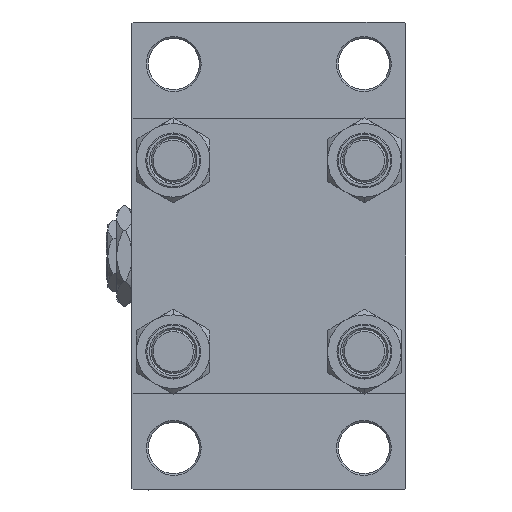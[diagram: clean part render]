
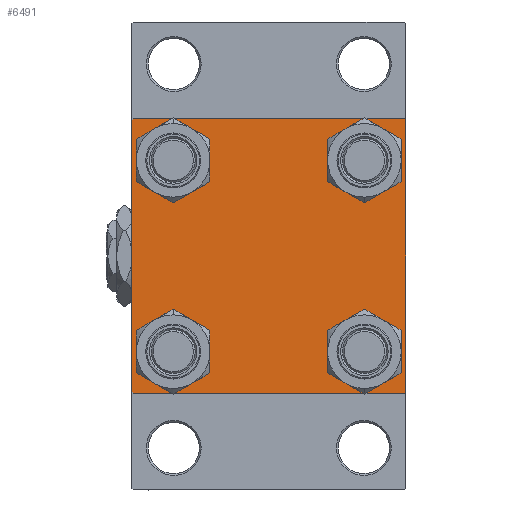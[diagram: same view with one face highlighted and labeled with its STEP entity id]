
A CAD part, left-side view. The second image highlights one B-rep face of the part: STEP entity #6491.
In plain terms, the highlighted planar face has unit normal (-1, 0, 0).
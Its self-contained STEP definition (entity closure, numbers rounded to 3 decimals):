
#28 = VERTEX_POINT ( 'NONE', #6857 ) ;
#154 = CIRCLE ( 'NONE', #10419, 6.5 ) ;
#268 = DIRECTION ( 'NONE',  ( 1., 0., 0. ) ) ;
#438 = DIRECTION ( 'NONE',  ( 0., 0.707, 0.707 ) ) ;
#1118 = EDGE_LOOP ( 'NONE', ( #4674, #33748 ) ) ;
#1593 = VECTOR ( 'NONE', #24331, 1000. ) ;
#2303 = EDGE_CURVE ( 'NONE', #9276, #2881, #24038, .T. ) ;
#2337 = VECTOR ( 'NONE', #5483, 1000. ) ;
#2525 = EDGE_CURVE ( 'NONE', #35070, #6726, #34020, .T. ) ;
#2742 = FACE_OUTER_BOUND ( 'NONE', #17358, .T. ) ;
#2881 = VERTEX_POINT ( 'NONE', #21317 ) ;
#3200 = EDGE_CURVE ( 'NONE', #6726, #47882, #27321, .T. ) ;
#3415 = DIRECTION ( 'NONE',  ( 0., 0., 1. ) ) ;
#3601 = CARTESIAN_POINT ( 'NONE',  ( 0., 37.5, 37. ) ) ;
#4078 = CARTESIAN_POINT ( 'NONE',  ( 0., 26.15, 26.15 ) ) ;
#4082 = VERTEX_POINT ( 'NONE', #24224 ) ;
#4674 = ORIENTED_EDGE ( 'NONE', *, *, #28342, .T. ) ;
#4751 = CARTESIAN_POINT ( 'NONE',  ( 0., 37.5, 37.5 ) ) ;
#5254 = CARTESIAN_POINT ( 'NONE',  ( 0., -26.15, -26.15 ) ) ;
#5483 = DIRECTION ( 'NONE',  ( 0., -1., 0. ) ) ;
#5938 = EDGE_CURVE ( 'NONE', #21654, #29120, #35448, .T. ) ;
#6491 = ADVANCED_FACE ( 'NONE', ( #9185, #36590, #39326, #47727, #2742 ), #35616, .T. ) ;
#6726 = VERTEX_POINT ( 'NONE', #3601 ) ;
#6815 = VECTOR ( 'NONE', #31451, 1000. ) ;
#6857 = CARTESIAN_POINT ( 'NONE',  ( 0., -37.5, 37. ) ) ;
#7102 = EDGE_CURVE ( 'NONE', #35070, #18180, #23987, .T. ) ;
#7328 = ORIENTED_EDGE ( 'NONE', *, *, #32187, .T. ) ;
#7653 = EDGE_CURVE ( 'NONE', #19044, #44150, #47323, .T. ) ;
#7843 = CARTESIAN_POINT ( 'NONE',  ( 0., 37.5, 37.5 ) ) ;
#8120 = AXIS2_PLACEMENT_3D ( 'NONE', #14820, #11607, #44986 ) ;
#8608 = AXIS2_PLACEMENT_3D ( 'NONE', #32873, #47968, #9678 ) ;
#8624 = EDGE_CURVE ( 'NONE', #28, #30861, #39676, .T. ) ;
#8658 = VECTOR ( 'NONE', #22627, 1000. ) ;
#8834 = ORIENTED_EDGE ( 'NONE', *, *, #2303, .T. ) ;
#8903 = EDGE_CURVE ( 'NONE', #47882, #11009, #36876, .T. ) ;
#9185 = FACE_BOUND ( 'NONE', #1118, .T. ) ;
#9276 = VERTEX_POINT ( 'NONE', #22163 ) ;
#9678 = DIRECTION ( 'NONE',  ( 0., 0., 1. ) ) ;
#9749 = DIRECTION ( 'NONE',  ( 0., 0., 1. ) ) ;
#10419 = AXIS2_PLACEMENT_3D ( 'NONE', #5254, #42569, #31187 ) ;
#10912 = VERTEX_POINT ( 'NONE', #25439 ) ;
#11009 = VERTEX_POINT ( 'NONE', #23677 ) ;
#11240 = DIRECTION ( 'NONE',  ( 0., 0., 1. ) ) ;
#11306 = DIRECTION ( 'NONE',  ( 0., 0., -1. ) ) ;
#11607 = DIRECTION ( 'NONE',  ( 1., 0., 0. ) ) ;
#11865 = VECTOR ( 'NONE', #47771, 1000. ) ;
#12835 = ORIENTED_EDGE ( 'NONE', *, *, #7653, .T. ) ;
#13077 = CARTESIAN_POINT ( 'NONE',  ( 0., -26.15, -26.15 ) ) ;
#13082 = EDGE_CURVE ( 'NONE', #44150, #19044, #154, .T. ) ;
#14046 = CARTESIAN_POINT ( 'NONE',  ( 0., 26.15, -26.15 ) ) ;
#14097 = ORIENTED_EDGE ( 'NONE', *, *, #8624, .F. ) ;
#14541 = DIRECTION ( 'NONE',  ( 0., 0., 1. ) ) ;
#14820 = CARTESIAN_POINT ( 'NONE',  ( 0., -26.15, 26.15 ) ) ;
#14983 = CARTESIAN_POINT ( 'NONE',  ( 0., -37.25, -37.25 ) ) ;
#15166 = CIRCLE ( 'NONE', #21503, 6.5 ) ;
#15252 = CARTESIAN_POINT ( 'NONE',  ( 0., -26.15, -19.65 ) ) ;
#15391 = VECTOR ( 'NONE', #11306, 1000. ) ;
#15970 = CARTESIAN_POINT ( 'NONE',  ( 0., 37.25, 37.25 ) ) ;
#16923 = EDGE_LOOP ( 'NONE', ( #21950, #35125 ) ) ;
#17155 = CARTESIAN_POINT ( 'NONE',  ( 0., -37., 37.5 ) ) ;
#17358 = EDGE_LOOP ( 'NONE', ( #35288, #44676, #31371, #33772, #14097, #44039, #21985, #18493 ) ) ;
#17469 = EDGE_CURVE ( 'NONE', #29120, #21654, #15166, .T. ) ;
#18180 = VERTEX_POINT ( 'NONE', #17155 ) ;
#18232 = DIRECTION ( 'NONE',  ( 1., 0., 0. ) ) ;
#18427 = EDGE_CURVE ( 'NONE', #4082, #33981, #29406, .T. ) ;
#18493 = ORIENTED_EDGE ( 'NONE', *, *, #2525, .T. ) ;
#18691 = CARTESIAN_POINT ( 'NONE',  ( 0., -26.15, 32.65 ) ) ;
#19044 = VERTEX_POINT ( 'NONE', #15252 ) ;
#19689 = CARTESIAN_POINT ( 'NONE',  ( 0., -37.25, 37.25 ) ) ;
#20394 = CARTESIAN_POINT ( 'NONE',  ( 0., -37.5, 37.5 ) ) ;
#21317 = CARTESIAN_POINT ( 'NONE',  ( 0., 26.15, -32.65 ) ) ;
#21503 = AXIS2_PLACEMENT_3D ( 'NONE', #36422, #43595, #9749 ) ;
#21654 = VERTEX_POINT ( 'NONE', #27778 ) ;
#21950 = ORIENTED_EDGE ( 'NONE', *, *, #5938, .T. ) ;
#21985 = ORIENTED_EDGE ( 'NONE', *, *, #7102, .F. ) ;
#22124 = CARTESIAN_POINT ( 'NONE',  ( 0., 37.5, -37. ) ) ;
#22163 = CARTESIAN_POINT ( 'NONE',  ( 0., 26.15, -19.65 ) ) ;
#22232 = DIRECTION ( 'NONE',  ( 1., 0., 0. ) ) ;
#22627 = DIRECTION ( 'NONE',  ( 0., -0.707, 0.707 ) ) ;
#22907 = LINE ( 'NONE', #19689, #27267 ) ;
#23270 = AXIS2_PLACEMENT_3D ( 'NONE', #14046, #18232, #3415 ) ;
#23322 = AXIS2_PLACEMENT_3D ( 'NONE', #29642, #22232, #37314 ) ;
#23677 = CARTESIAN_POINT ( 'NONE',  ( 0., 37., -37.5 ) ) ;
#23987 = LINE ( 'NONE', #4751, #2337 ) ;
#24038 = CIRCLE ( 'NONE', #23270, 6.5 ) ;
#24224 = CARTESIAN_POINT ( 'NONE',  ( 0., -26.15, 19.65 ) ) ;
#24331 = DIRECTION ( 'NONE',  ( 0., 0., -1. ) ) ;
#25439 = CARTESIAN_POINT ( 'NONE',  ( 0., -37., -37.5 ) ) ;
#26044 = DIRECTION ( 'NONE',  ( 1., 0., 0. ) ) ;
#26281 = CARTESIAN_POINT ( 'NONE',  ( 0., -26.15, -32.65 ) ) ;
#26591 = DIRECTION ( 'NONE',  ( 0., 0.707, -0.707 ) ) ;
#26765 = EDGE_CURVE ( 'NONE', #11009, #10912, #45827, .T. ) ;
#26921 = CARTESIAN_POINT ( 'NONE',  ( 0., 26.15, -26.15 ) ) ;
#27267 = VECTOR ( 'NONE', #438, 1000. ) ;
#27321 = LINE ( 'NONE', #7843, #15391 ) ;
#27778 = CARTESIAN_POINT ( 'NONE',  ( 0., 26.15, 32.65 ) ) ;
#28086 = AXIS2_PLACEMENT_3D ( 'NONE', #26921, #268, #42497 ) ;
#28210 = ORIENTED_EDGE ( 'NONE', *, *, #13082, .T. ) ;
#28342 = EDGE_CURVE ( 'NONE', #33981, #4082, #32014, .T. ) ;
#29120 = VERTEX_POINT ( 'NONE', #32093 ) ;
#29357 = DIRECTION ( 'NONE',  ( 1., 0., 0. ) ) ;
#29406 = CIRCLE ( 'NONE', #8120, 6.5 ) ;
#29642 = CARTESIAN_POINT ( 'NONE',  ( 0., -26.15, 26.15 ) ) ;
#29675 = CIRCLE ( 'NONE', #28086, 6.5 ) ;
#30861 = VERTEX_POINT ( 'NONE', #38831 ) ;
#31187 = DIRECTION ( 'NONE',  ( 0., 0., 1. ) ) ;
#31371 = ORIENTED_EDGE ( 'NONE', *, *, #26765, .T. ) ;
#31451 = DIRECTION ( 'NONE',  ( 0., -1., 0. ) ) ;
#31510 = EDGE_CURVE ( 'NONE', #28, #18180, #22907, .T. ) ;
#32014 = CIRCLE ( 'NONE', #23322, 6.5 ) ;
#32093 = CARTESIAN_POINT ( 'NONE',  ( 0., 26.15, 19.65 ) ) ;
#32187 = EDGE_CURVE ( 'NONE', #2881, #9276, #29675, .T. ) ;
#32873 = CARTESIAN_POINT ( 'NONE',  ( 0., 0., 0. ) ) ;
#33070 = EDGE_LOOP ( 'NONE', ( #8834, #7328 ) ) ;
#33085 = AXIS2_PLACEMENT_3D ( 'NONE', #13077, #29357, #14541 ) ;
#33515 = LINE ( 'NONE', #14983, #8658 ) ;
#33748 = ORIENTED_EDGE ( 'NONE', *, *, #18427, .T. ) ;
#33772 = ORIENTED_EDGE ( 'NONE', *, *, #40805, .T. ) ;
#33981 = VERTEX_POINT ( 'NONE', #18691 ) ;
#34020 = LINE ( 'NONE', #15970, #47750 ) ;
#35070 = VERTEX_POINT ( 'NONE', #46426 ) ;
#35125 = ORIENTED_EDGE ( 'NONE', *, *, #17469, .T. ) ;
#35288 = ORIENTED_EDGE ( 'NONE', *, *, #3200, .T. ) ;
#35448 = CIRCLE ( 'NONE', #38590, 6.5 ) ;
#35616 = PLANE ( 'NONE',  #8608 ) ;
#36422 = CARTESIAN_POINT ( 'NONE',  ( 0., 26.15, 26.15 ) ) ;
#36590 = FACE_BOUND ( 'NONE', #41793, .T. ) ;
#36876 = LINE ( 'NONE', #37124, #11865 ) ;
#37124 = CARTESIAN_POINT ( 'NONE',  ( 0., 37.25, -37.25 ) ) ;
#37314 = DIRECTION ( 'NONE',  ( 0., 0., 1. ) ) ;
#38590 = AXIS2_PLACEMENT_3D ( 'NONE', #4078, #26044, #11240 ) ;
#38831 = CARTESIAN_POINT ( 'NONE',  ( 0., -37.5, -37. ) ) ;
#39326 = FACE_BOUND ( 'NONE', #33070, .T. ) ;
#39676 = LINE ( 'NONE', #20394, #1593 ) ;
#40805 = EDGE_CURVE ( 'NONE', #10912, #30861, #33515, .T. ) ;
#41793 = EDGE_LOOP ( 'NONE', ( #12835, #28210 ) ) ;
#42497 = DIRECTION ( 'NONE',  ( 0., 0., 1. ) ) ;
#42569 = DIRECTION ( 'NONE',  ( 1., 0., 0. ) ) ;
#43595 = DIRECTION ( 'NONE',  ( 1., 0., 0. ) ) ;
#44039 = ORIENTED_EDGE ( 'NONE', *, *, #31510, .T. ) ;
#44150 = VERTEX_POINT ( 'NONE', #26281 ) ;
#44676 = ORIENTED_EDGE ( 'NONE', *, *, #8903, .T. ) ;
#44986 = DIRECTION ( 'NONE',  ( 0., 0., 1. ) ) ;
#45827 = LINE ( 'NONE', #46302, #6815 ) ;
#46302 = CARTESIAN_POINT ( 'NONE',  ( 0., 37.5, -37.5 ) ) ;
#46426 = CARTESIAN_POINT ( 'NONE',  ( 0., 37., 37.5 ) ) ;
#47323 = CIRCLE ( 'NONE', #33085, 6.5 ) ;
#47727 = FACE_BOUND ( 'NONE', #16923, .T. ) ;
#47750 = VECTOR ( 'NONE', #26591, 1000. ) ;
#47771 = DIRECTION ( 'NONE',  ( 0., -0.707, -0.707 ) ) ;
#47882 = VERTEX_POINT ( 'NONE', #22124 ) ;
#47968 = DIRECTION ( 'NONE',  ( -1., 0., 0. ) ) ;
